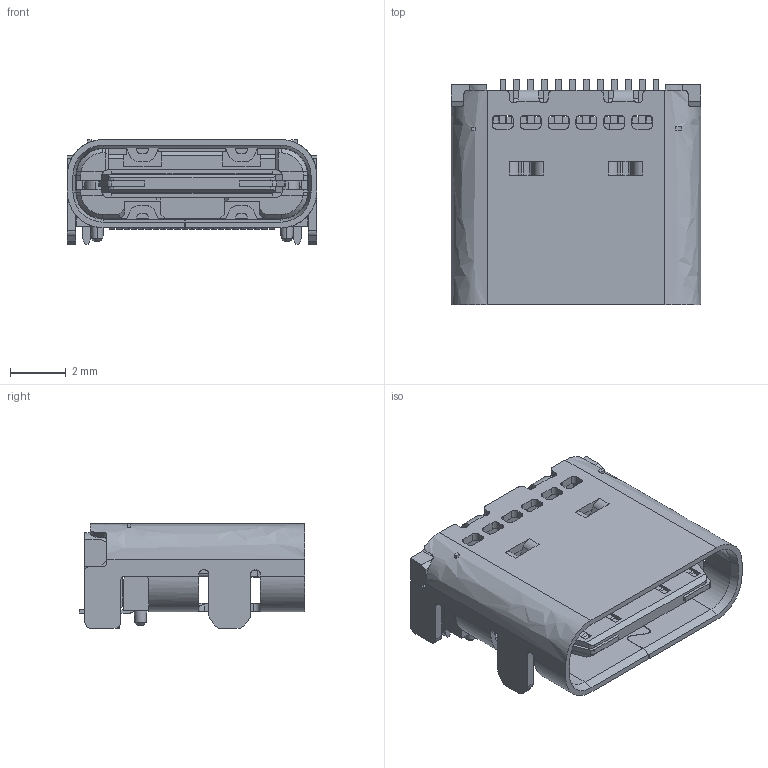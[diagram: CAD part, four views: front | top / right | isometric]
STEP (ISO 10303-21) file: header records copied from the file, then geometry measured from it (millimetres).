
FILE_DESCRIPTION (( 'STEP AP214' ), '1' );
FILE_NAME ('210-10134-01_3D Model.STEP', '2022-08-05T03:38:39', ( '' ), ( '' ), 'SwSTEP 2.0', 'SolidWorks 2019', '' );
FILE_SCHEMA (( 'AUTOMOTIVE_DESIGN' ));
Length unit declared in the file: millimetre
Products named in the file (3): 210-10134-01.IGS; 210-10134-01_3D Model; 210-10134-01_d_w_plug_asm 3.29.IGS
Assembly tree (2 placements, depth 3):
  210-10134-01_3D Model
    210-10134-01_d_w_plug_asm 3.29.IGS
      210-10134-01.IGS
Bounding box: 8.94 x 8.1 x 3.76 mm (x, y, z)
Surface area: 632.2 mm2 (no closed solid volume)
Topology: 0 solids, 19 shells, 1372 faces, 4109 edges, 2695 vertices
Faces by surface type: bspline 1372
Entity records: 45251 total; most frequent: CARTESIAN_POINT 21051, ORIENTED_EDGE 8057, EDGE_CURVE 4109, B_SPLINE_CURVE_WITH_KNOTS 3765, VERTEX_POINT 2695, EDGE_LOOP 1435, ADVANCED_FACE 1372, FACE_OUTER_BOUND 1372
